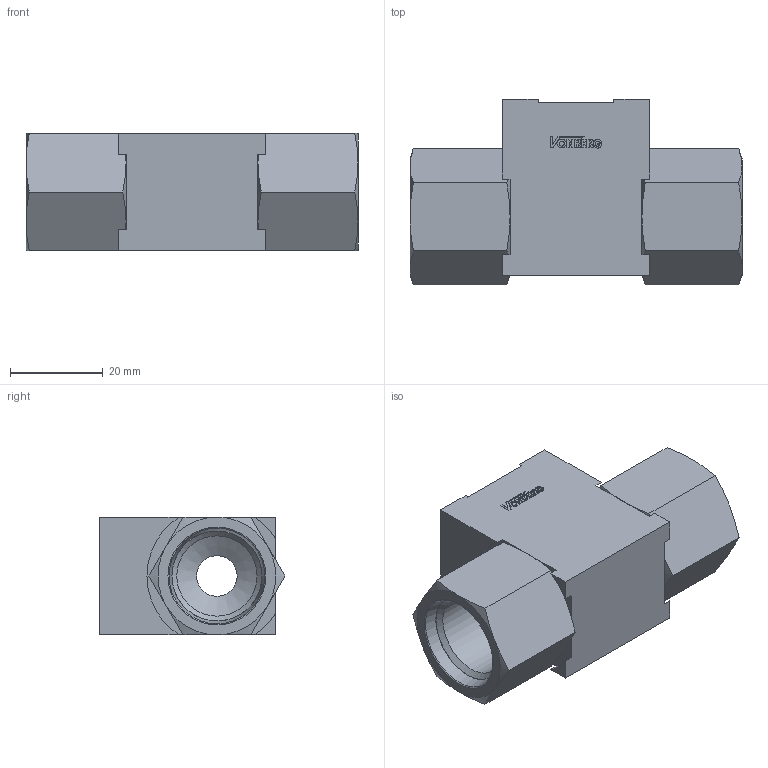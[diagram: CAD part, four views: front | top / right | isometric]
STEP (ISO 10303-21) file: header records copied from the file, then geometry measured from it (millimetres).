
FILE_DESCRIPTION((''),'2;1');
FILE_NAME('60125-8T.stp','2015-01-05T16:39:39',('jml'),(''),'Autodesk Inventor 2010','Autodesk Inventor 2010','');
FILE_SCHEMA(('AUTOMOTIVE_DESIGN { 1 0 10303 214 1 1 1 1 }'));
Length unit declared in the file: inch
Products named in the file (4): 60125-8T; 300111-8; 221199; 908 O-RING
Assembly tree (5 placements, depth 2):
  60125-8T
    300111-8
    221199  x2
    908 O-RING  x2
Bounding box: 71.63 x 40.06 x 25.4 mm (x, y, z)
Volume: 36867.3 mm3; surface area: 18217.3 mm2
Topology: 5 solids, 5 shells, 197 faces, 477 edges, 304 vertices
Faces by surface type: plane 112, cone 44, cylinder 34, torus 7
Full cylindrical faces by diameter (mm): 1.044 x1, 8.738 x2, 16.815 x2, 17.323 x5, 19.05 x2
Entity records: 4920 total; most frequent: CARTESIAN_POINT 884, DIRECTION 789, ORIENTED_EDGE 760, EDGE_CURVE 380, AXIS2_PLACEMENT_3D 268, VERTEX_POINT 259, VECTOR 253, LINE 253
